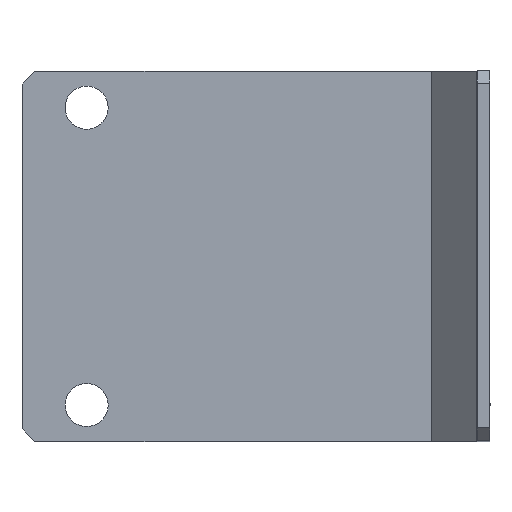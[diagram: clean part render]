
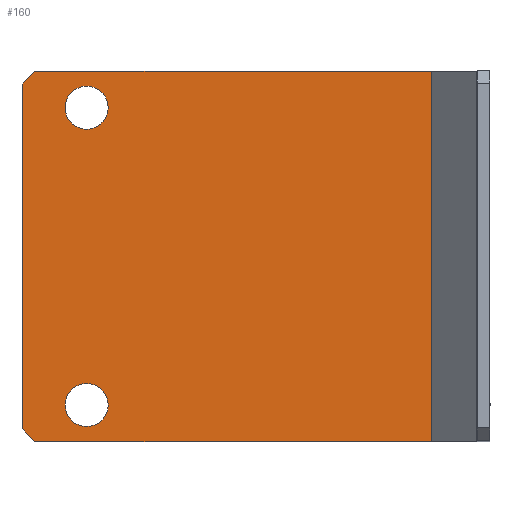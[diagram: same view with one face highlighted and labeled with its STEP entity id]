
A CAD part, top view. The second image highlights one B-rep face of the part: STEP entity #160.
In plain terms, the highlighted planar face has unit normal (0, 0, 1).
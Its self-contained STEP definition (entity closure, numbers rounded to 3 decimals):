
#1 = VECTOR ( 'NONE', #930, 1000. ) ;
#2 = VECTOR ( 'NONE', #933, 1000. ) ;
#3 = VECTOR ( 'NONE', #936, 1000. ) ;
#4 = AXIS2_PLACEMENT_3D ( 'NONE', #942, #941, #940 ) ;
#5 = VECTOR ( 'NONE', #939, 1000. ) ;
#6 = AXIS2_PLACEMENT_3D ( 'NONE', #945, #944, #943 ) ;
#7 = CIRCLE ( 'NONE', #4, 5. ) ;
#8 = CIRCLE ( 'NONE', #6, 5. ) ;
#19 = VECTOR ( 'NONE', #291, 1000. ) ;
#35 = AXIS2_PLACEMENT_3D ( 'NONE', #351, #349, #367 ) ;
#109 = VECTOR ( 'NONE', #927, 1000. ) ;
#110 = CIRCLE ( 'NONE', #35, 5. ) ;
#112 = AXIS2_PLACEMENT_3D ( 'NONE', #364, #363, #362 ) ;
#116 = CIRCLE ( 'NONE', #112, 5. ) ;
#142 = AXIS2_PLACEMENT_3D ( 'NONE', #741, #763, #727 ) ;
#160 = ADVANCED_FACE ( 'NONE', ( #749, #736, #735 ), #731, .T. ) ;
#204 = EDGE_CURVE ( 'NONE', #432, #411, #116, .T. ) ;
#208 = EDGE_CURVE ( 'NONE', #793, #806, #110, .T. ) ;
#225 = EDGE_CURVE ( 'NONE', #413, #423, #373, .T. ) ;
#234 = EDGE_CURVE ( 'NONE', #411, #432, #8, .T. ) ;
#235 = EDGE_CURVE ( 'NONE', #806, #793, #7, .T. ) ;
#236 = EDGE_CURVE ( 'NONE', #816, #447, #947, .T. ) ;
#237 = EDGE_CURVE ( 'NONE', #447, #422, #938, .T. ) ;
#238 = EDGE_CURVE ( 'NONE', #422, #434, #935, .T. ) ;
#239 = EDGE_CURVE ( 'NONE', #413, #434, #932, .T. ) ;
#240 = EDGE_CURVE ( 'NONE', #423, #816, #929, .T. ) ;
#291 = DIRECTION ( 'NONE',  ( -1., 0., 0. ) ) ;
#292 = CARTESIAN_POINT ( 'NONE',  ( -47.5, 43., 0. ) ) ;
#349 = DIRECTION ( 'NONE',  ( 0., 0., 1. ) ) ;
#351 = CARTESIAN_POINT ( 'NONE',  ( -32.5, 34.5, 0. ) ) ;
#362 = DIRECTION ( 'NONE',  ( -1., 0., 0. ) ) ;
#363 = DIRECTION ( 'NONE',  ( 0., 0., 1. ) ) ;
#364 = CARTESIAN_POINT ( 'NONE',  ( -32.5, -34.5, 0. ) ) ;
#367 = DIRECTION ( 'NONE',  ( 1., 0., 0. ) ) ;
#373 = LINE ( 'NONE', #292, #19 ) ;
#411 = VERTEX_POINT ( 'NONE', #578 ) ;
#413 = VERTEX_POINT ( 'NONE', #608 ) ;
#422 = VERTEX_POINT ( 'NONE', #595 ) ;
#423 = VERTEX_POINT ( 'NONE', #594 ) ;
#432 = VERTEX_POINT ( 'NONE', #584 ) ;
#434 = VERTEX_POINT ( 'NONE', #583 ) ;
#447 = VERTEX_POINT ( 'NONE', #1006 ) ;
#480 = EDGE_LOOP ( 'NONE', ( #664, #645 ) ) ;
#484 = EDGE_LOOP ( 'NONE', ( #618, #573 ) ) ;
#485 = EDGE_LOOP ( 'NONE', ( #520, #633, #641, #565, #504, #525 ) ) ;
#504 = ORIENTED_EDGE ( 'NONE', *, *, #225, .T. ) ;
#520 = ORIENTED_EDGE ( 'NONE', *, *, #236, .T. ) ;
#525 = ORIENTED_EDGE ( 'NONE', *, *, #240, .T. ) ;
#565 = ORIENTED_EDGE ( 'NONE', *, *, #239, .F. ) ;
#573 = ORIENTED_EDGE ( 'NONE', *, *, #208, .F. ) ;
#578 = CARTESIAN_POINT ( 'NONE',  ( -27.5, -34.5, 0. ) ) ;
#583 = CARTESIAN_POINT ( 'NONE',  ( 47.459, -43., 0. ) ) ;
#584 = CARTESIAN_POINT ( 'NONE',  ( -37.5, -34.5, 0. ) ) ;
#594 = CARTESIAN_POINT ( 'NONE',  ( -44.5, 43., 0. ) ) ;
#595 = CARTESIAN_POINT ( 'NONE',  ( -44.5, -43., 0. ) ) ;
#608 = CARTESIAN_POINT ( 'NONE',  ( 47.459, 43., 0. ) ) ;
#618 = ORIENTED_EDGE ( 'NONE', *, *, #235, .F. ) ;
#633 = ORIENTED_EDGE ( 'NONE', *, *, #237, .T. ) ;
#641 = ORIENTED_EDGE ( 'NONE', *, *, #238, .T. ) ;
#645 = ORIENTED_EDGE ( 'NONE', *, *, #204, .F. ) ;
#664 = ORIENTED_EDGE ( 'NONE', *, *, #234, .F. ) ;
#727 = DIRECTION ( 'NONE',  ( 1., 0., 0. ) ) ;
#731 = PLANE ( 'NONE',  #142 ) ;
#735 = FACE_OUTER_BOUND ( 'NONE', #485, .T. ) ;
#736 = FACE_BOUND ( 'NONE', #484, .T. ) ;
#741 = CARTESIAN_POINT ( 'NONE',  ( -47.5, -43., 0. ) ) ;
#749 = FACE_BOUND ( 'NONE', #480, .T. ) ;
#763 = DIRECTION ( 'NONE',  ( 0., 0., 1. ) ) ;
#793 = VERTEX_POINT ( 'NONE', #1018 ) ;
#806 = VERTEX_POINT ( 'NONE', #999 ) ;
#816 = VERTEX_POINT ( 'NONE', #1012 ) ;
#927 = DIRECTION ( 'NONE',  ( -0.707, -0.707, 0. ) ) ;
#928 = CARTESIAN_POINT ( 'NONE',  ( -89., -1.5, 0. ) ) ;
#929 = LINE ( 'NONE', #928, #109 ) ;
#930 = DIRECTION ( 'NONE',  ( 0., -1., 0. ) ) ;
#931 = CARTESIAN_POINT ( 'NONE',  ( 47.459, 43., 0. ) ) ;
#932 = LINE ( 'NONE', #931, #1 ) ;
#933 = DIRECTION ( 'NONE',  ( 1., 0., 0. ) ) ;
#934 = CARTESIAN_POINT ( 'NONE',  ( -47.5, -43., 0. ) ) ;
#935 = LINE ( 'NONE', #934, #2 ) ;
#936 = DIRECTION ( 'NONE',  ( 0.707, -0.707, 0. ) ) ;
#937 = CARTESIAN_POINT ( 'NONE',  ( -46., -41.5, 0. ) ) ;
#938 = LINE ( 'NONE', #937, #3 ) ;
#939 = DIRECTION ( 'NONE',  ( 0., -1., 0. ) ) ;
#940 = DIRECTION ( 'NONE',  ( 1., 0., 0. ) ) ;
#941 = DIRECTION ( 'NONE',  ( 0., 0., 1. ) ) ;
#942 = CARTESIAN_POINT ( 'NONE',  ( -32.5, 34.5, 0. ) ) ;
#943 = DIRECTION ( 'NONE',  ( -1., 0., 0. ) ) ;
#944 = DIRECTION ( 'NONE',  ( 0., 0., 1. ) ) ;
#945 = CARTESIAN_POINT ( 'NONE',  ( -32.5, -34.5, 0. ) ) ;
#946 = CARTESIAN_POINT ( 'NONE',  ( -47.5, 43., 0. ) ) ;
#947 = LINE ( 'NONE', #946, #5 ) ;
#999 = CARTESIAN_POINT ( 'NONE',  ( -27.5, 34.5, 0. ) ) ;
#1006 = CARTESIAN_POINT ( 'NONE',  ( -47.5, -40., 0. ) ) ;
#1012 = CARTESIAN_POINT ( 'NONE',  ( -47.5, 40., 0. ) ) ;
#1018 = CARTESIAN_POINT ( 'NONE',  ( -37.5, 34.5, 0. ) ) ;
